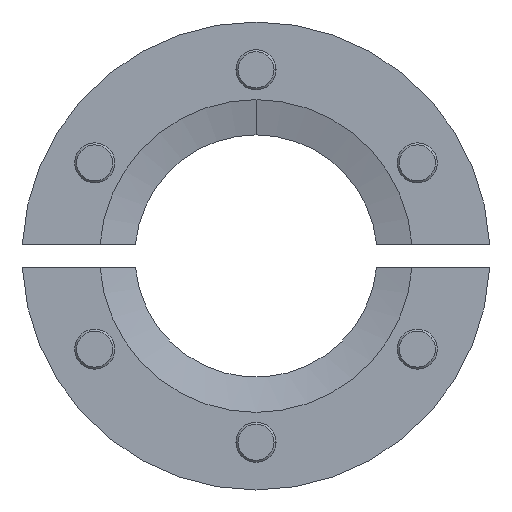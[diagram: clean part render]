
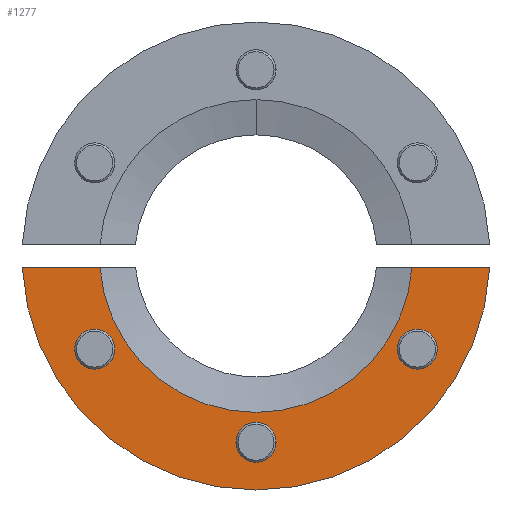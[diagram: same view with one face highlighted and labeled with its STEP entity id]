
A CAD part, left-side view. The second image highlights one B-rep face of the part: STEP entity #1277.
In plain terms, the highlighted planar face has unit normal (-1, 0, 0).
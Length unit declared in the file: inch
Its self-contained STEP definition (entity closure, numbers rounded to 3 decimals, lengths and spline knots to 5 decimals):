
#45 = CARTESIAN_POINT ( 'NONE',  ( 0., -0.79187, -0.06 ) ) ;
#134 = CIRCLE ( 'NONE', #3152, 0.10156 ) ;
#135 = ORIENTED_EDGE ( 'NONE', *, *, #1572, .F. ) ;
#180 = AXIS2_PLACEMENT_3D ( 'NONE', #3406, #1443, #2066 ) ;
#185 = ORIENTED_EDGE ( 'NONE', *, *, #3869, .F. ) ;
#191 = CARTESIAN_POINT ( 'NONE',  ( 0., 1.18648, -0.06 ) ) ;
#193 = CARTESIAN_POINT ( 'NONE',  ( 0., -0.81883, -0.47275 ) ) ;
#234 = FACE_BOUND ( 'NONE', #3868, .T. ) ;
#295 = ORIENTED_EDGE ( 'NONE', *, *, #3486, .F. ) ;
#302 = FACE_BOUND ( 'NONE', #3291, .T. ) ;
#310 = DIRECTION ( 'NONE',  ( 0., 0., 1. ) ) ;
#318 = EDGE_CURVE ( 'NONE', #2614, #3299, #3261, .T. ) ;
#365 = AXIS2_PLACEMENT_3D ( 'NONE', #3092, #841, #2457 ) ;
#419 = CARTESIAN_POINT ( 'NONE',  ( 0., -0.81883, -0.57431 ) ) ;
#430 = EDGE_CURVE ( 'NONE', #2614, #778, #1820, .T. ) ;
#437 = AXIS2_PLACEMENT_3D ( 'NONE', #1532, #3662, #3346 ) ;
#465 = DIRECTION ( 'NONE',  ( -1., 0., 0. ) ) ;
#478 = AXIS2_PLACEMENT_3D ( 'NONE', #1327, #629, #1638 ) ;
#485 = ORIENTED_EDGE ( 'NONE', *, *, #430, .T. ) ;
#595 = CARTESIAN_POINT ( 'NONE',  ( 0., -0.81883, -0.37118 ) ) ;
#629 = DIRECTION ( 'NONE',  ( -1., 0., 0. ) ) ;
#683 = EDGE_CURVE ( 'NONE', #2284, #970, #3310, .T. ) ;
#694 = CARTESIAN_POINT ( 'NONE',  ( 0., 0.81883, -0.47275 ) ) ;
#710 = CARTESIAN_POINT ( 'NONE',  ( 0., 0.81883, -0.57432 ) ) ;
#778 = VERTEX_POINT ( 'NONE', #3691 ) ;
#807 = LINE ( 'NONE', #1654, #3880 ) ;
#839 = EDGE_CURVE ( 'NONE', #3299, #1774, #3648, .T. ) ;
#841 = DIRECTION ( 'NONE',  ( -1., 0., 0. ) ) ;
#927 = DIRECTION ( 'NONE',  ( -1., 0., 0. ) ) ;
#930 = VERTEX_POINT ( 'NONE', #419 ) ;
#970 = VERTEX_POINT ( 'NONE', #710 ) ;
#989 = VERTEX_POINT ( 'NONE', #595 ) ;
#1016 = EDGE_CURVE ( 'NONE', #989, #930, #3317, .T. ) ;
#1052 = ORIENTED_EDGE ( 'NONE', *, *, #2405, .F. ) ;
#1061 = EDGE_LOOP ( 'NONE', ( #3068, #135 ) ) ;
#1074 = CARTESIAN_POINT ( 'NONE',  ( 0., 0., -1.04706 ) ) ;
#1112 = DIRECTION ( 'NONE',  ( 0., -1., 0. ) ) ;
#1129 = DIRECTION ( 'NONE',  ( 0., 0., 1. ) ) ;
#1191 = CARTESIAN_POINT ( 'NONE',  ( 0., 0., -0.9455 ) ) ;
#1250 = FACE_OUTER_BOUND ( 'NONE', #3432, .T. ) ;
#1277 = ADVANCED_FACE ( 'NONE', ( #2142, #302, #234, #1250 ), #1793, .F. ) ;
#1327 = CARTESIAN_POINT ( 'NONE',  ( 0., 0., -0.9455 ) ) ;
#1404 = CARTESIAN_POINT ( 'NONE',  ( 0., 0.81883, -0.47275 ) ) ;
#1420 = DIRECTION ( 'NONE',  ( 0., 0., 1. ) ) ;
#1443 = DIRECTION ( 'NONE',  ( -1., 0., 0. ) ) ;
#1493 = VERTEX_POINT ( 'NONE', #1074 ) ;
#1532 = CARTESIAN_POINT ( 'NONE',  ( 0., 0., -1.188 ) ) ;
#1557 = CARTESIAN_POINT ( 'NONE',  ( 0., 0.81883, -0.37119 ) ) ;
#1560 = AXIS2_PLACEMENT_3D ( 'NONE', #694, #465, #1420 ) ;
#1572 = EDGE_CURVE ( 'NONE', #970, #2284, #134, .T. ) ;
#1638 = DIRECTION ( 'NONE',  ( 0., 0., 1. ) ) ;
#1654 = CARTESIAN_POINT ( 'NONE',  ( 0., 2., -0.06 ) ) ;
#1772 = DIRECTION ( 'NONE',  ( 0., 0., 1. ) ) ;
#1774 = VERTEX_POINT ( 'NONE', #45 ) ;
#1793 = PLANE ( 'NONE',  #437 ) ;
#1820 = CIRCLE ( 'NONE', #180, 1.188 ) ;
#1903 = VERTEX_POINT ( 'NONE', #2581 ) ;
#1976 = ORIENTED_EDGE ( 'NONE', *, *, #318, .F. ) ;
#2066 = DIRECTION ( 'NONE',  ( 0., 0., 1. ) ) ;
#2142 = FACE_BOUND ( 'NONE', #1061, .T. ) ;
#2284 = VERTEX_POINT ( 'NONE', #1557 ) ;
#2332 = AXIS2_PLACEMENT_3D ( 'NONE', #2434, #2692, #3954 ) ;
#2405 = EDGE_CURVE ( 'NONE', #1774, #778, #807, .T. ) ;
#2434 = CARTESIAN_POINT ( 'NONE',  ( 0., 0., 0. ) ) ;
#2457 = DIRECTION ( 'NONE',  ( 0., 0., 1. ) ) ;
#2581 = CARTESIAN_POINT ( 'NONE',  ( 0., 0., -0.84394 ) ) ;
#2612 = CARTESIAN_POINT ( 'NONE',  ( 0., 0.79187, -0.06 ) ) ;
#2614 = VERTEX_POINT ( 'NONE', #191 ) ;
#2678 = DIRECTION ( 'NONE',  ( -1., 0., 0. ) ) ;
#2692 = DIRECTION ( 'NONE',  ( -1., 0., 0. ) ) ;
#2755 = ORIENTED_EDGE ( 'NONE', *, *, #2980, .F. ) ;
#2772 = CIRCLE ( 'NONE', #3293, 0.10156 ) ;
#2797 = AXIS2_PLACEMENT_3D ( 'NONE', #193, #3283, #1772 ) ;
#2865 = VECTOR ( 'NONE', #1112, 39.37008 ) ;
#2931 = CARTESIAN_POINT ( 'NONE',  ( 0., 2., -0.06 ) ) ;
#2962 = ORIENTED_EDGE ( 'NONE', *, *, #839, .F. ) ;
#2980 = EDGE_CURVE ( 'NONE', #1493, #1903, #2772, .T. ) ;
#3039 = CIRCLE ( 'NONE', #365, 0.10156 ) ;
#3068 = ORIENTED_EDGE ( 'NONE', *, *, #683, .F. ) ;
#3092 = CARTESIAN_POINT ( 'NONE',  ( 0., -0.81883, -0.47275 ) ) ;
#3152 = AXIS2_PLACEMENT_3D ( 'NONE', #1404, #2678, #1129 ) ;
#3261 = LINE ( 'NONE', #2931, #2865 ) ;
#3283 = DIRECTION ( 'NONE',  ( -1., 0., 0. ) ) ;
#3291 = EDGE_LOOP ( 'NONE', ( #3659, #185 ) ) ;
#3293 = AXIS2_PLACEMENT_3D ( 'NONE', #1191, #927, #310 ) ;
#3299 = VERTEX_POINT ( 'NONE', #2612 ) ;
#3310 = CIRCLE ( 'NONE', #1560, 0.10156 ) ;
#3317 = CIRCLE ( 'NONE', #2797, 0.10156 ) ;
#3346 = DIRECTION ( 'NONE',  ( 0., 0., -1. ) ) ;
#3406 = CARTESIAN_POINT ( 'NONE',  ( 0., 0., 0. ) ) ;
#3432 = EDGE_LOOP ( 'NONE', ( #485, #1052, #2962, #1976 ) ) ;
#3486 = EDGE_CURVE ( 'NONE', #1903, #1493, #3495, .T. ) ;
#3495 = CIRCLE ( 'NONE', #478, 0.10156 ) ;
#3614 = DIRECTION ( 'NONE',  ( 0., -1., 0. ) ) ;
#3648 = CIRCLE ( 'NONE', #2332, 0.79414 ) ;
#3659 = ORIENTED_EDGE ( 'NONE', *, *, #1016, .F. ) ;
#3662 = DIRECTION ( 'NONE',  ( 1., 0., 0. ) ) ;
#3691 = CARTESIAN_POINT ( 'NONE',  ( 0., -1.18648, -0.06 ) ) ;
#3868 = EDGE_LOOP ( 'NONE', ( #295, #2755 ) ) ;
#3869 = EDGE_CURVE ( 'NONE', #930, #989, #3039, .T. ) ;
#3880 = VECTOR ( 'NONE', #3614, 39.37008 ) ;
#3954 = DIRECTION ( 'NONE',  ( 0., 0., 1. ) ) ;
